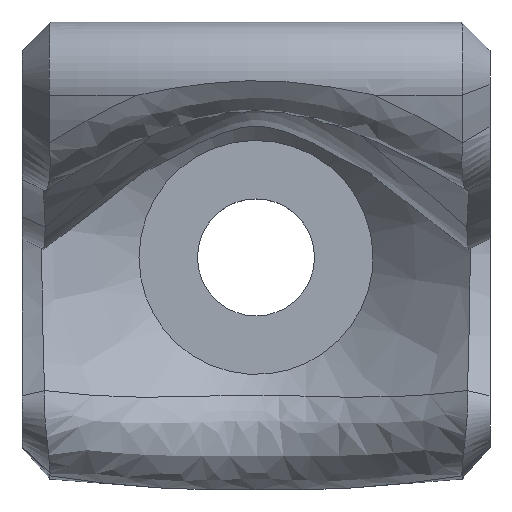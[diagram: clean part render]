
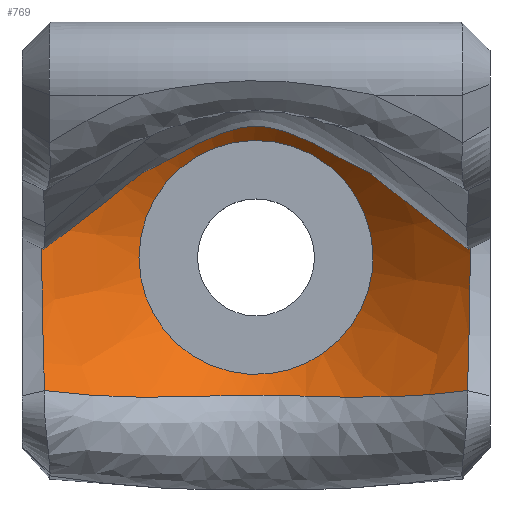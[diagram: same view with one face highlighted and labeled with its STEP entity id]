
A CAD part, top view. The second image highlights one B-rep face of the part: STEP entity #769.
In plain terms, the highlighted conical face has half-angle 45 degrees and reference radius 5 mm.
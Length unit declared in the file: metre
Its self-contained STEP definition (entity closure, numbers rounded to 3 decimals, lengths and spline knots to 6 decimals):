
#44=CONICAL_SURFACE('',#839,0.005,0.785);
#122=B_SPLINE_CURVE_WITH_KNOTS('',3,(#1245,#1246,#1247,#1248,#1249,#1250,
#1251,#1252,#1253,#1254,#1255,#1256),.UNSPECIFIED.,.F.,.F.,(4,1,1,1,1,1,
1,1,1,4),(0.001229,0.003839,0.006448,0.009058,
0.010363,0.011668,0.014277,0.016887,
0.019497,0.022107),.UNSPECIFIED.);
#123=B_SPLINE_CURVE_WITH_KNOTS('',3,(#1259,#1260,#1261,#1262,#1263,#1264,
#1265,#1266,#1267,#1268,#1269,#1270),.UNSPECIFIED.,.F.,.F.,(4,1,1,1,1,1,
1,1,1,4),(0.,0.25,0.375,0.5,0.625,0.75,0.78125,0.8125,0.875,1.),
 .UNSPECIFIED.);
#124=B_SPLINE_CURVE_WITH_KNOTS('',3,(#1272,#1273,#1274,#1275,#1276,#1277,
#1278),.UNSPECIFIED.,.F.,.F.,(4,1,1,1,4),(0.001439,0.00418,
0.006921,0.009661,0.012402),
 .UNSPECIFIED.);
#125=B_SPLINE_CURVE_WITH_KNOTS('',3,(#1280,#1281,#1282,#1283,#1284,#1285,
#1286),.UNSPECIFIED.,.F.,.F.,(4,1,1,1,4),(0.001437,0.004175,
0.006913,0.00965,0.012388),
 .UNSPECIFIED.);
#126=B_SPLINE_CURVE_WITH_KNOTS('',3,(#1288,#1289,#1290,#1291,#1292,#1293,
#1294,#1295,#1296,#1297,#1298,#1299),.UNSPECIFIED.,.F.,.F.,(4,1,1,1,1,1,
1,1,1,4),(0.,0.125,0.1875,0.25,0.3125,0.375,0.5,0.625,0.75,1.),
 .UNSPECIFIED.);
#224=ORIENTED_EDGE('',*,*,#466,.F.);
#225=ORIENTED_EDGE('',*,*,#467,.T.);
#226=ORIENTED_EDGE('',*,*,#468,.T.);
#227=ORIENTED_EDGE('',*,*,#469,.T.);
#228=ORIENTED_EDGE('',*,*,#470,.T.);
#229=ORIENTED_EDGE('',*,*,#471,.T.);
#466=EDGE_CURVE('',#587,#587,#622,.F.);
#467=EDGE_CURVE('',#588,#589,#122,.T.);
#468=EDGE_CURVE('',#589,#590,#123,.T.);
#469=EDGE_CURVE('',#590,#591,#124,.T.);
#470=EDGE_CURVE('',#591,#592,#125,.F.);
#471=EDGE_CURVE('',#592,#588,#126,.T.);
#587=VERTEX_POINT('',#1244);
#588=VERTEX_POINT('',#1257);
#589=VERTEX_POINT('',#1258);
#590=VERTEX_POINT('',#1271);
#591=VERTEX_POINT('',#1279);
#592=VERTEX_POINT('',#1287);
#622=CIRCLE('',#840,0.005);
#641=EDGE_LOOP('',(#224));
#642=EDGE_LOOP('',(#225,#226,#227,#228,#229));
#704=FACE_BOUND('',#641,.T.);
#705=FACE_BOUND('',#642,.T.);
#769=ADVANCED_FACE('',(#704,#705),#44,.F.);
#839=AXIS2_PLACEMENT_3D('',#1242,#899,#900);
#840=AXIS2_PLACEMENT_3D('',#1243,#901,#902);
#899=DIRECTION('',(0.,0.,1.));
#900=DIRECTION('',(1.,0.,0.));
#901=DIRECTION('',(0.,0.,-1.));
#902=DIRECTION('',(-1.,0.,0.));
#1242=CARTESIAN_POINT('',(0.,-0.01,0.0024));
#1243=CARTESIAN_POINT('',(0.,-0.01,0.0024));
#1244=CARTESIAN_POINT('',(-0.005,-0.01,0.0024));
#1245=CARTESIAN_POINT('',(-0.009038,-0.015699,0.008085));
#1246=CARTESIAN_POINT('',(-0.008354,-0.015789,0.007554));
#1247=CARTESIAN_POINT('',(-0.00697,-0.015925,0.006509));
#1248=CARTESIAN_POINT('',(-0.004814,-0.016001,0.005031));
#1249=CARTESIAN_POINT('',(-0.002907,-0.015957,0.003957));
#1250=CARTESIAN_POINT('',(-0.001251,-0.0159,0.003387));
#1251=CARTESIAN_POINT('',(0.000513,-0.015872,0.003176));
#1252=CARTESIAN_POINT('',(0.00262,-0.015952,0.003784));
#1253=CARTESIAN_POINT('',(0.004869,-0.016,0.005069));
#1254=CARTESIAN_POINT('',(0.006988,-0.015923,0.006522));
#1255=CARTESIAN_POINT('',(0.008361,-0.015788,0.007559));
#1256=CARTESIAN_POINT('',(0.009038,-0.015699,0.008085));
#1257=CARTESIAN_POINT('',(-0.009038,-0.015699,0.008085));
#1258=CARTESIAN_POINT('',(0.009038,-0.015699,0.008085));
#1259=CARTESIAN_POINT('',(0.009038,-0.015699,0.008085));
#1260=CARTESIAN_POINT('',(0.009055,-0.015095,0.007777));
#1261=CARTESIAN_POINT('',(0.009079,-0.014217,0.007384));
#1262=CARTESIAN_POINT('',(0.00911,-0.013052,0.006996));
#1263=CARTESIAN_POINT('',(0.009129,-0.012212,0.00678));
#1264=CARTESIAN_POINT('',(0.009145,-0.011235,0.00661));
#1265=CARTESIAN_POINT('',(0.009151,-0.010517,0.006559));
#1266=CARTESIAN_POINT('',(0.009152,-0.010057,0.00655));
#1267=CARTESIAN_POINT('',(0.009151,-0.009679,0.006553));
#1268=CARTESIAN_POINT('',(0.009147,-0.009023,0.006586));
#1269=CARTESIAN_POINT('',(0.00914,-0.00846,0.006662));
#1270=CARTESIAN_POINT('',(0.009134,-0.008081,0.006733));
#1271=CARTESIAN_POINT('',(0.009134,-0.008081,0.006733));
#1272=CARTESIAN_POINT('',(0.009134,-0.008081,0.006733));
#1273=CARTESIAN_POINT('',(0.008565,-0.007521,0.006291));
#1274=CARTESIAN_POINT('',(0.007361,-0.006444,0.005474));
#1275=CARTESIAN_POINT('',(0.005241,-0.005011,0.00449));
#1276=CARTESIAN_POINT('',(0.002747,-0.00396,0.003847));
#1277=CARTESIAN_POINT('',(0.000914,-0.003701,0.003699));
#1278=CARTESIAN_POINT('',(0.,-0.0037,0.0037));
#1279=CARTESIAN_POINT('',(0.,-0.0037,0.0037));
#1280=CARTESIAN_POINT('',(-0.009134,-0.008081,0.006733));
#1281=CARTESIAN_POINT('',(-0.008565,-0.007521,0.006291));
#1282=CARTESIAN_POINT('',(-0.007338,-0.006425,0.005461));
#1283=CARTESIAN_POINT('',(-0.005243,-0.005015,0.004493));
#1284=CARTESIAN_POINT('',(-0.002757,-0.003962,0.003848));
#1285=CARTESIAN_POINT('',(-0.000913,-0.003701,0.003699));
#1286=CARTESIAN_POINT('',(0.,-0.0037,0.0037));
#1287=CARTESIAN_POINT('',(-0.009134,-0.008081,0.006733));
#1288=CARTESIAN_POINT('',(-0.009134,-0.008081,0.006733));
#1289=CARTESIAN_POINT('',(-0.00914,-0.008451,0.006663));
#1290=CARTESIAN_POINT('',(-0.009147,-0.009002,0.006589));
#1291=CARTESIAN_POINT('',(-0.009151,-0.009724,0.00655));
#1292=CARTESIAN_POINT('',(-0.009152,-0.010305,0.006552));
#1293=CARTESIAN_POINT('',(-0.009149,-0.010757,0.006577));
#1294=CARTESIAN_POINT('',(-0.009142,-0.011395,0.006638));
#1295=CARTESIAN_POINT('',(-0.009129,-0.012214,0.00678));
#1296=CARTESIAN_POINT('',(-0.00911,-0.013052,0.006996));
#1297=CARTESIAN_POINT('',(-0.009079,-0.014218,0.007385));
#1298=CARTESIAN_POINT('',(-0.009055,-0.015096,0.007777));
#1299=CARTESIAN_POINT('',(-0.009038,-0.015699,0.008085));
